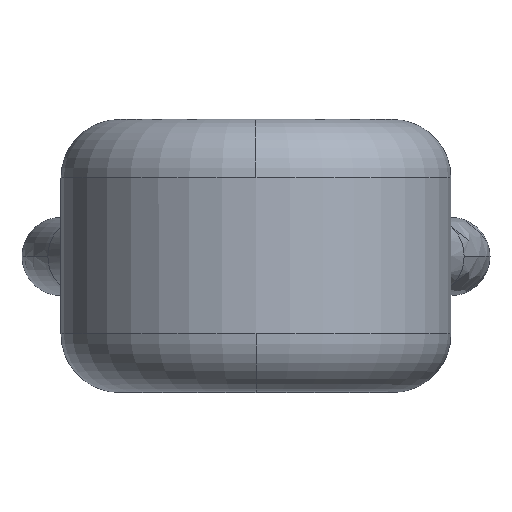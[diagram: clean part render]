
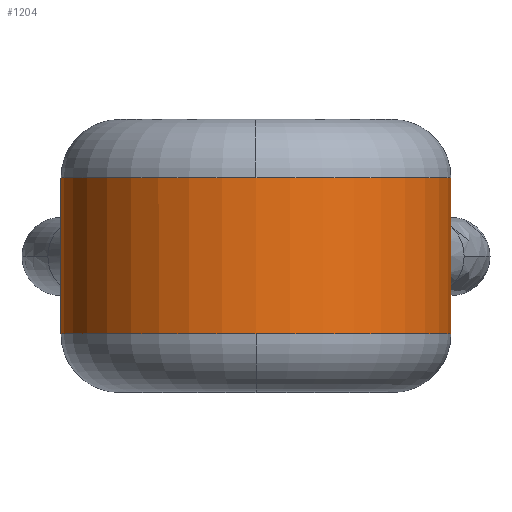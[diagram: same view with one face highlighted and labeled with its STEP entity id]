
A CAD part, top view. The second image highlights one B-rep face of the part: STEP entity #1204.
In plain terms, the highlighted cylindrical face has radius 5 mm (diameter 10 mm), a partial arc.
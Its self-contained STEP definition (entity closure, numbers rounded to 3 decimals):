
#347=CARTESIAN_POINT('',(-5.0,2.,8.));
#348=VERTEX_POINT('',#347);
#356=CARTESIAN_POINT('',(0.,2.,13.0));
#357=VERTEX_POINT('',#356);
#358=CARTESIAN_POINT('',(0.0,2.,8.));
#359=DIRECTION('',(0.0,1.0,0.0));
#360=DIRECTION('',(-1.0,0.0,0.0));
#361=AXIS2_PLACEMENT_3D('',#358,#359,#360);
#362=CIRCLE('',#361,5.0);
#363=EDGE_CURVE('',#348,#357,#362,.T.);
#389=CARTESIAN_POINT('',(0.0,-2.,13.0));
#390=VERTEX_POINT('',#389);
#400=CARTESIAN_POINT('',(-5.0,-2.,8.));
#401=VERTEX_POINT('',#400);
#402=CARTESIAN_POINT('',(0.0,-2.,8.));
#403=DIRECTION('',(0.0,-1.0,0.0));
#404=DIRECTION('',(-1.0,0.0,0.0));
#405=AXIS2_PLACEMENT_3D('',#402,#403,#404);
#406=CIRCLE('',#405,5.0);
#407=EDGE_CURVE('',#390,#401,#406,.T.);
#583=CARTESIAN_POINT('',(5.0,-2.,8.0));
#584=VERTEX_POINT('',#583);
#585=CARTESIAN_POINT('',(5.0,2.,8.));
#586=VERTEX_POINT('',#585);
#587=CARTESIAN_POINT('',(5.0,-2.,8.));
#588=DIRECTION('',(0.0,1.0,0.0));
#589=VECTOR('',#588,4.0);
#590=LINE('',#587,#589);
#591=EDGE_CURVE('',#584,#586,#590,.T.);
#601=CARTESIAN_POINT('',(-5.0,-2.,8.));
#602=DIRECTION('',(0.0,1.0,0.0));
#603=VECTOR('',#602,4.0);
#604=LINE('',#601,#603);
#605=EDGE_CURVE('',#401,#348,#604,.T.);
#1179=CARTESIAN_POINT('',(0.0,3.5,8.));
#1180=DIRECTION('',(0.0,-1.0,0.0));
#1181=DIRECTION('',(1.0,0.0,0.0));
#1182=AXIS2_PLACEMENT_3D('',#1179,#1180,#1181);
#1183=CYLINDRICAL_SURFACE('',#1182,5.0);
#1184=ORIENTED_EDGE('',*,*,#591,.T.);
#1185=CARTESIAN_POINT('',(0.0,2.,8.));
#1186=DIRECTION('',(0.0,1.0,0.0));
#1187=DIRECTION('',(-1.0,0.0,0.0));
#1188=AXIS2_PLACEMENT_3D('',#1185,#1186,#1187);
#1189=CIRCLE('',#1188,5.0);
#1190=EDGE_CURVE('',#357,#586,#1189,.T.);
#1191=ORIENTED_EDGE('',*,*,#1190,.F.);
#1192=ORIENTED_EDGE('',*,*,#363,.F.);
#1193=ORIENTED_EDGE('',*,*,#605,.F.);
#1194=ORIENTED_EDGE('',*,*,#407,.F.);
#1195=CARTESIAN_POINT('',(0.0,-2.,8.));
#1196=DIRECTION('',(0.0,-1.0,0.0));
#1197=DIRECTION('',(-1.0,0.0,0.0));
#1198=AXIS2_PLACEMENT_3D('',#1195,#1196,#1197);
#1199=CIRCLE('',#1198,5.0);
#1200=EDGE_CURVE('',#584,#390,#1199,.T.);
#1201=ORIENTED_EDGE('',*,*,#1200,.F.);
#1202=EDGE_LOOP('',(#1184,#1191,#1192,#1193,#1194,#1201));
#1203=FACE_OUTER_BOUND('',#1202,.T.);
#1204=ADVANCED_FACE('',(#1203),#1183,.T.);
